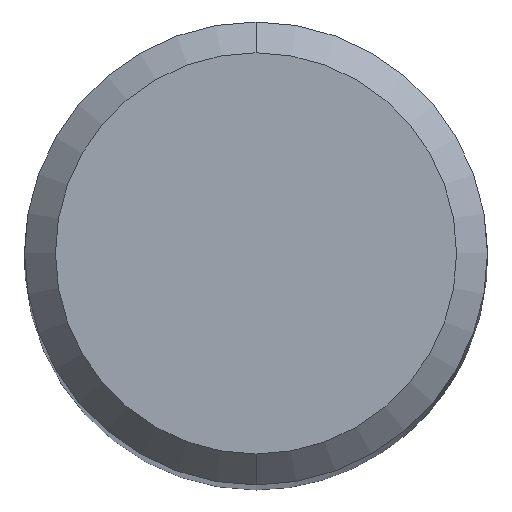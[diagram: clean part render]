
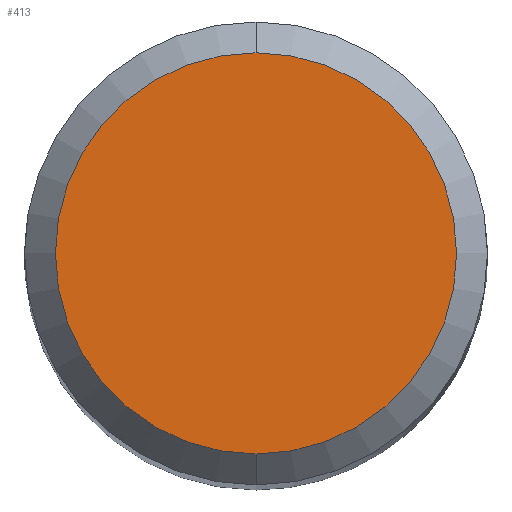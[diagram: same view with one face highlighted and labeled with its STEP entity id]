
A CAD part, top view. The second image highlights one B-rep face of the part: STEP entity #413.
In plain terms, the highlighted planar face has unit normal (0, 0, 1).
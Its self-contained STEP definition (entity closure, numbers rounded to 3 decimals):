
#371=EDGE_CURVE('',#617,#701,#987,.T.);
#413=ADVANCED_FACE('',(#1030),#1031,.T.);
#527=EDGE_CURVE('',#701,#617,#1154,.T.);
#617=VERTEX_POINT('',#1247);
#701=VERTEX_POINT('',#1340);
#987=CIRCLE('',#1683,2.6);
#1030=FACE_OUTER_BOUND('',#1776,.T.);
#1031=PLANE('',#1777);
#1154=CIRCLE('',#2551,2.6);
#1247=CARTESIAN_POINT('',(0.,-2.6,0.0));
#1340=CARTESIAN_POINT('',(0.0,2.6,0.0));
#1683=AXIS2_PLACEMENT_3D('',#5183,#5184,#5185);
#1776=EDGE_LOOP('',(#5202,#5203));
#1777=AXIS2_PLACEMENT_3D('',#5204,#5205,#5206);
#2551=AXIS2_PLACEMENT_3D('',#5340,#5341,#5342);
#5183=CARTESIAN_POINT('',(0.0,0.0,0.0));
#5184=DIRECTION('',(0.0,0.0,-1.0));
#5185=DIRECTION('',(0.0,1.0,0.0));
#5202=ORIENTED_EDGE('',*,*,#527,.F.);
#5203=ORIENTED_EDGE('',*,*,#371,.F.);
#5204=CARTESIAN_POINT('',(0.0,1.3,0.0));
#5205=DIRECTION('',(-0.0,0.0,1.0));
#5206=DIRECTION('',(0.0,-1.0,0.0));
#5340=CARTESIAN_POINT('',(0.0,0.0,0.0));
#5341=DIRECTION('',(0.0,0.0,-1.0));
#5342=DIRECTION('',(0.0,1.0,0.0));
